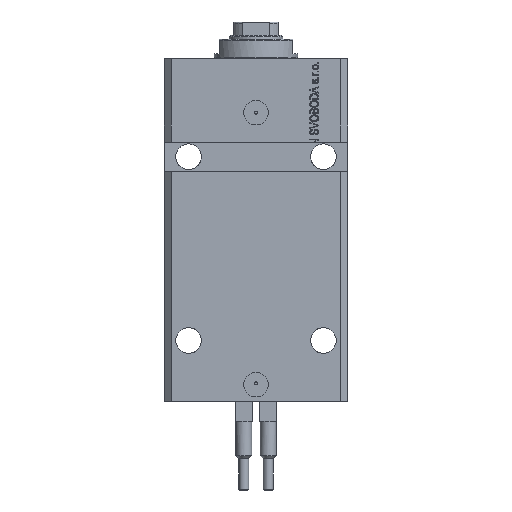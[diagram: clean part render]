
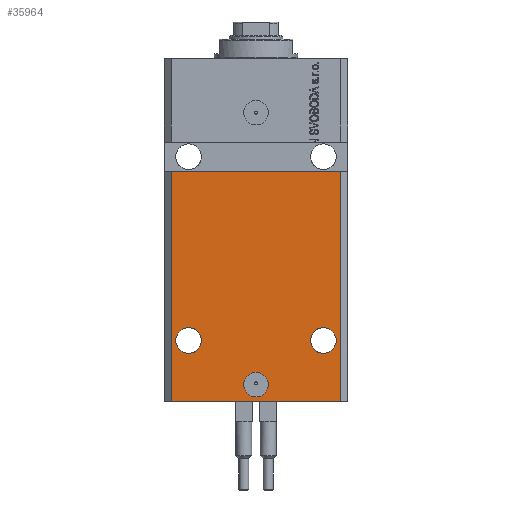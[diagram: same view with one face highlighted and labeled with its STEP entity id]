
A CAD part, front view. The second image highlights one B-rep face of the part: STEP entity #35964.
In plain terms, the highlighted planar face has unit normal (0, -1, 0).
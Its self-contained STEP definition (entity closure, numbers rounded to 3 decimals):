
#485 = AXIS2_PLACEMENT_3D ( 'NONE', #3564, #26217, #23501 ) ;
#1332 = AXIS2_PLACEMENT_3D ( 'NONE', #44996, #30932, #45966 ) ;
#1370 = VERTEX_POINT ( 'NONE', #24846 ) ;
#1718 = FACE_BOUND ( 'NONE', #42484, .T. ) ;
#3005 = LINE ( 'NONE', #32814, #7609 ) ;
#3314 = EDGE_LOOP ( 'NONE', ( #41708, #25713, #43511, #47965 ) ) ;
#3564 = CARTESIAN_POINT ( 'NONE',  ( -27.5, -27.5, -115. ) ) ;
#3616 = EDGE_CURVE ( 'NONE', #27582, #41297, #36318, .T. ) ;
#5965 = CARTESIAN_POINT ( 'NONE',  ( -22.25, -27.5, -115. ) ) ;
#6192 = CARTESIAN_POINT ( 'NONE',  ( -5., -27.5, -133. ) ) ;
#6449 = EDGE_CURVE ( 'NONE', #7986, #29012, #22282, .T. ) ;
#7549 = CARTESIAN_POINT ( 'NONE',  ( 5., -27.5, -133. ) ) ;
#7609 = VECTOR ( 'NONE', #33292, 1000. ) ;
#7986 = VERTEX_POINT ( 'NONE', #10518 ) ;
#9122 = DIRECTION ( 'NONE',  ( 0., -1., 0. ) ) ;
#9245 = ORIENTED_EDGE ( 'NONE', *, *, #48324, .F. ) ;
#10136 = VECTOR ( 'NONE', #14983, 1000. ) ;
#10386 = EDGE_CURVE ( 'NONE', #41297, #27582, #19221, .T. ) ;
#10518 = CARTESIAN_POINT ( 'NONE',  ( -32.75, -27.5, -115. ) ) ;
#12943 = LINE ( 'NONE', #35603, #31822 ) ;
#13062 = FACE_OUTER_BOUND ( 'NONE', #3314, .T. ) ;
#13780 = FACE_BOUND ( 'NONE', #27477, .T. ) ;
#14179 = CARTESIAN_POINT ( 'NONE',  ( -27.5, -27.5, -115. ) ) ;
#14983 = DIRECTION ( 'NONE',  ( 1., 0., 0. ) ) ;
#16495 = FACE_BOUND ( 'NONE', #17605, .T. ) ;
#16597 = AXIS2_PLACEMENT_3D ( 'NONE', #28519, #17681, #24361 ) ;
#16822 = CARTESIAN_POINT ( 'NONE',  ( 0., -27.5, -133. ) ) ;
#17605 = EDGE_LOOP ( 'NONE', ( #9245, #31637 ) ) ;
#17681 = DIRECTION ( 'NONE',  ( 0., -1., 0. ) ) ;
#18788 = EDGE_CURVE ( 'NONE', #19850, #45409, #42592, .T. ) ;
#19221 = CIRCLE ( 'NONE', #46767, 5. ) ;
#19850 = VERTEX_POINT ( 'NONE', #38368 ) ;
#20439 = CARTESIAN_POINT ( 'NONE',  ( -34.5, -27.5, -140. ) ) ;
#21004 = DIRECTION ( 'NONE',  ( 1., 0., 0. ) ) ;
#21467 = AXIS2_PLACEMENT_3D ( 'NONE', #14179, #43260, #25501 ) ;
#21716 = CIRCLE ( 'NONE', #485, 5.25 ) ;
#22282 = CIRCLE ( 'NONE', #21467, 5.25 ) ;
#22633 = CARTESIAN_POINT ( 'NONE',  ( -34.5, -27.5, -140. ) ) ;
#23501 = DIRECTION ( 'NONE',  ( -1., 0., 0. ) ) ;
#24332 = CARTESIAN_POINT ( 'NONE',  ( 0., -27.5, -133. ) ) ;
#24361 = DIRECTION ( 'NONE',  ( 1., 0., 0. ) ) ;
#24846 = CARTESIAN_POINT ( 'NONE',  ( 34.5, -27.5, -140. ) ) ;
#25027 = ORIENTED_EDGE ( 'NONE', *, *, #18788, .F. ) ;
#25501 = DIRECTION ( 'NONE',  ( -1., 0., 0. ) ) ;
#25713 = ORIENTED_EDGE ( 'NONE', *, *, #30558, .F. ) ;
#25933 = CARTESIAN_POINT ( 'NONE',  ( 22.25, -27.5, -115. ) ) ;
#26217 = DIRECTION ( 'NONE',  ( 0., -1., 0. ) ) ;
#27477 = EDGE_LOOP ( 'NONE', ( #25027, #28692 ) ) ;
#27582 = VERTEX_POINT ( 'NONE', #7549 ) ;
#27766 = DIRECTION ( 'NONE',  ( 0., -1., 0. ) ) ;
#27908 = DIRECTION ( 'NONE',  ( 0., -1., 0. ) ) ;
#27957 = DIRECTION ( 'NONE',  ( 0., 0., 1. ) ) ;
#28519 = CARTESIAN_POINT ( 'NONE',  ( 27.5, -27.5, -115. ) ) ;
#28692 = ORIENTED_EDGE ( 'NONE', *, *, #38470, .F. ) ;
#29012 = VERTEX_POINT ( 'NONE', #5965 ) ;
#29820 = VERTEX_POINT ( 'NONE', #33826 ) ;
#30022 = AXIS2_PLACEMENT_3D ( 'NONE', #24332, #27766, #46260 ) ;
#30352 = CARTESIAN_POINT ( 'NONE',  ( -34.5, -27.5, -140. ) ) ;
#30558 = EDGE_CURVE ( 'NONE', #34673, #29820, #12943, .T. ) ;
#30932 = DIRECTION ( 'NONE',  ( 0., -1., 0. ) ) ;
#31637 = ORIENTED_EDGE ( 'NONE', *, *, #6449, .F. ) ;
#31822 = VECTOR ( 'NONE', #27957, 1000. ) ;
#31855 = CARTESIAN_POINT ( 'NONE',  ( -37.5, -27.5, -46. ) ) ;
#32574 = LINE ( 'NONE', #31855, #40680 ) ;
#32705 = AXIS2_PLACEMENT_3D ( 'NONE', #20439, #9122, #39647 ) ;
#32814 = CARTESIAN_POINT ( 'NONE',  ( 34.5, -27.5, -140. ) ) ;
#33292 = DIRECTION ( 'NONE',  ( 0., 0., 1. ) ) ;
#33712 = LINE ( 'NONE', #22633, #10136 ) ;
#33826 = CARTESIAN_POINT ( 'NONE',  ( -34.5, -27.5, -46. ) ) ;
#34673 = VERTEX_POINT ( 'NONE', #30352 ) ;
#35603 = CARTESIAN_POINT ( 'NONE',  ( -34.5, -27.5, -140. ) ) ;
#35964 = ADVANCED_FACE ( 'NONE', ( #1718, #13780, #16495, #13062 ), #43831, .T. ) ;
#36318 = CIRCLE ( 'NONE', #30022, 5. ) ;
#38368 = CARTESIAN_POINT ( 'NONE',  ( 32.75, -27.5, -115. ) ) ;
#38470 = EDGE_CURVE ( 'NONE', #45409, #19850, #43815, .T. ) ;
#39647 = DIRECTION ( 'NONE',  ( 0., 0., -1. ) ) ;
#40445 = EDGE_CURVE ( 'NONE', #34673, #1370, #33712, .T. ) ;
#40680 = VECTOR ( 'NONE', #21004, 1000. ) ;
#41297 = VERTEX_POINT ( 'NONE', #6192 ) ;
#41708 = ORIENTED_EDGE ( 'NONE', *, *, #47541, .F. ) ;
#42484 = EDGE_LOOP ( 'NONE', ( #46722, #46664 ) ) ;
#42592 = CIRCLE ( 'NONE', #16597, 5.25 ) ;
#42790 = VERTEX_POINT ( 'NONE', #44685 ) ;
#43260 = DIRECTION ( 'NONE',  ( 0., -1., 0. ) ) ;
#43511 = ORIENTED_EDGE ( 'NONE', *, *, #40445, .T. ) ;
#43815 = CIRCLE ( 'NONE', #1332, 5.25 ) ;
#43831 = PLANE ( 'NONE',  #32705 ) ;
#44685 = CARTESIAN_POINT ( 'NONE',  ( 34.5, -27.5, -46. ) ) ;
#44996 = CARTESIAN_POINT ( 'NONE',  ( 27.5, -27.5, -115. ) ) ;
#45409 = VERTEX_POINT ( 'NONE', #25933 ) ;
#45966 = DIRECTION ( 'NONE',  ( 1., 0., 0. ) ) ;
#46260 = DIRECTION ( 'NONE',  ( 1., 0., 0. ) ) ;
#46291 = EDGE_CURVE ( 'NONE', #1370, #42790, #3005, .T. ) ;
#46392 = DIRECTION ( 'NONE',  ( 1., 0., 0. ) ) ;
#46664 = ORIENTED_EDGE ( 'NONE', *, *, #10386, .F. ) ;
#46722 = ORIENTED_EDGE ( 'NONE', *, *, #3616, .F. ) ;
#46767 = AXIS2_PLACEMENT_3D ( 'NONE', #16822, #27908, #46392 ) ;
#47541 = EDGE_CURVE ( 'NONE', #29820, #42790, #32574, .T. ) ;
#47965 = ORIENTED_EDGE ( 'NONE', *, *, #46291, .T. ) ;
#48324 = EDGE_CURVE ( 'NONE', #29012, #7986, #21716, .T. ) ;
